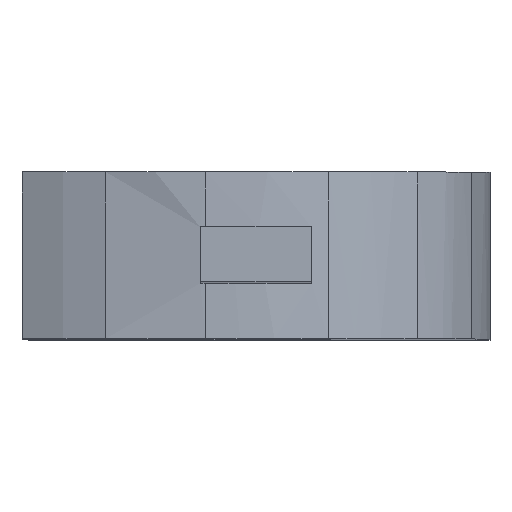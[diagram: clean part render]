
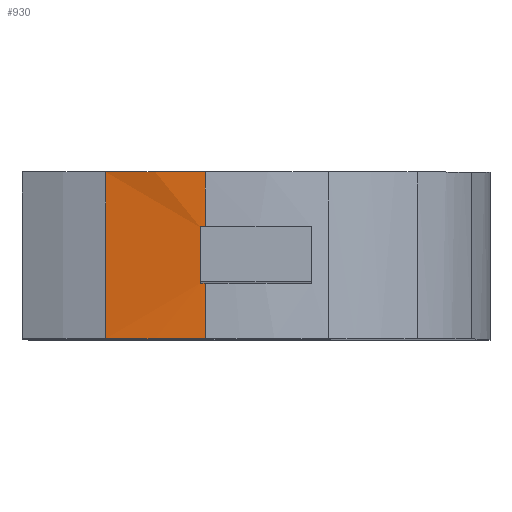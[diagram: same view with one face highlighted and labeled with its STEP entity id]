
A CAD part, top view. The second image highlights one B-rep face of the part: STEP entity #930.
In plain terms, the highlighted free-form (B-spline) face has degree [3, 1] with [5, 2] control points.
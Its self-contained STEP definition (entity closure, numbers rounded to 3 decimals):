
#26=B_SPLINE_SURFACE_WITH_KNOTS('',3,1,((#1379,#1380),(#1381,#1382),(#1383,
#1384),(#1385,#1386),(#1387,#1388)),.UNSPECIFIED.,.F.,.F.,.F.,(4,1,4),(2,
2),(-0.361,-0.183,0.),(-0.3,0.3),.UNSPECIFIED.);
#58=FACE_OUTER_BOUND('',#110,.T.);
#110=EDGE_LOOP('',(#674,#675,#676,#677,#678,#679,#680,#681));
#161=LINE('',#1222,#244);
#163=LINE('',#1237,#246);
#173=LINE('',#1395,#256);
#244=VECTOR('',#1037,10.);
#246=VECTOR('',#1039,10.);
#256=VECTOR('',#1051,10.);
#319=B_SPLINE_CURVE_WITH_KNOTS('',3,(#1161,#1162,#1163,#1164),
 .UNSPECIFIED.,.F.,.F.,(4,4),(-0.018,0.),.UNSPECIFIED.);
#322=B_SPLINE_CURVE_WITH_KNOTS('',3,(#1190,#1191,#1192,#1193),
 .UNSPECIFIED.,.F.,.F.,(4,4),(-0.068,-0.05),
 .UNSPECIFIED.);
#324=B_SPLINE_CURVE_WITH_KNOTS('',3,(#1205,#1206,#1207,#1208),
 .UNSPECIFIED.,.F.,.F.,(4,4),(-0.25,-0.05),.UNSPECIFIED.);
#330=B_SPLINE_CURVE_WITH_KNOTS('',3,(#1260,#1261,#1262,#1263,#1264),
 .UNSPECIFIED.,.F.,.F.,(4,1,4),(0.,0.183,0.361),
 .UNSPECIFIED.);
#343=B_SPLINE_CURVE_WITH_KNOTS('',3,(#1390,#1391,#1392,#1393,#1394),
 .UNSPECIFIED.,.F.,.F.,(4,1,4),(-0.361,-0.183,0.),
 .UNSPECIFIED.);
#377=VERTEX_POINT('',#1159);
#378=VERTEX_POINT('',#1160);
#384=VERTEX_POINT('',#1188);
#385=VERTEX_POINT('',#1189);
#387=VERTEX_POINT('',#1221);
#390=VERTEX_POINT('',#1231);
#395=VERTEX_POINT('',#1259);
#412=VERTEX_POINT('',#1389);
#471=EDGE_CURVE('',#377,#378,#319,.T.);
#479=EDGE_CURVE('',#384,#385,#322,.T.);
#483=EDGE_CURVE('',#385,#377,#324,.T.);
#485=EDGE_CURVE('',#387,#384,#161,.T.);
#489=EDGE_CURVE('',#378,#390,#163,.T.);
#494=EDGE_CURVE('',#387,#395,#330,.T.);
#515=EDGE_CURVE('',#412,#390,#343,.T.);
#516=EDGE_CURVE('',#395,#412,#173,.T.);
#674=ORIENTED_EDGE('',*,*,#471,.T.);
#675=ORIENTED_EDGE('',*,*,#489,.T.);
#676=ORIENTED_EDGE('',*,*,#515,.F.);
#677=ORIENTED_EDGE('',*,*,#516,.F.);
#678=ORIENTED_EDGE('',*,*,#494,.F.);
#679=ORIENTED_EDGE('',*,*,#485,.T.);
#680=ORIENTED_EDGE('',*,*,#479,.T.);
#681=ORIENTED_EDGE('',*,*,#483,.T.);
#930=ADVANCED_FACE('',(#58),#26,.T.);
#1037=DIRECTION('',(0.,1.,0.));
#1039=DIRECTION('',(0.,1.,0.));
#1051=DIRECTION('',(0.,1.,0.));
#1159=CARTESIAN_POINT('',(11.125,1.,30.454));
#1160=CARTESIAN_POINT('',(11.3,1.,30.459));
#1161=CARTESIAN_POINT('Ctrl Pts',(11.125,1.,30.454));
#1162=CARTESIAN_POINT('Ctrl Pts',(11.183,1.,30.456));
#1163=CARTESIAN_POINT('Ctrl Pts',(11.242,1.,30.457));
#1164=CARTESIAN_POINT('Ctrl Pts',(11.3,1.,30.459));
#1188=CARTESIAN_POINT('',(11.3,-1.,30.459));
#1189=CARTESIAN_POINT('',(11.125,-1.,30.454));
#1190=CARTESIAN_POINT('Ctrl Pts',(11.3,-1.,30.459));
#1191=CARTESIAN_POINT('Ctrl Pts',(11.242,-1.,30.457));
#1192=CARTESIAN_POINT('Ctrl Pts',(11.183,-1.,30.456));
#1193=CARTESIAN_POINT('Ctrl Pts',(11.125,-1.,30.454));
#1205=CARTESIAN_POINT('Ctrl Pts',(11.125,-1.,30.454));
#1206=CARTESIAN_POINT('Ctrl Pts',(11.125,-0.333,30.454));
#1207=CARTESIAN_POINT('Ctrl Pts',(11.125,0.333,30.454));
#1208=CARTESIAN_POINT('Ctrl Pts',(11.125,1.,30.454));
#1221=CARTESIAN_POINT('',(11.3,-3.,30.459));
#1222=CARTESIAN_POINT('',(11.3,0.,30.459));
#1231=CARTESIAN_POINT('',(11.3,3.,30.459));
#1237=CARTESIAN_POINT('',(11.3,0.,30.459));
#1259=CARTESIAN_POINT('',(7.719,-3.,30.023));
#1260=CARTESIAN_POINT('Ctrl Pts',(11.3,-3.,30.459));
#1261=CARTESIAN_POINT('Ctrl Pts',(10.69,-3.,30.442));
#1262=CARTESIAN_POINT('Ctrl Pts',(9.482,-3.,30.408));
#1263=CARTESIAN_POINT('Ctrl Pts',(8.303,-3.,30.15));
#1264=CARTESIAN_POINT('Ctrl Pts',(7.719,-3.,30.023));
#1379=CARTESIAN_POINT('Ctrl Pts',(7.719,-3.,30.023));
#1380=CARTESIAN_POINT('Ctrl Pts',(7.719,3.,30.023));
#1381=CARTESIAN_POINT('Ctrl Pts',(8.303,-3.,30.15));
#1382=CARTESIAN_POINT('Ctrl Pts',(8.303,3.,30.15));
#1383=CARTESIAN_POINT('Ctrl Pts',(9.482,-3.,30.408));
#1384=CARTESIAN_POINT('Ctrl Pts',(9.482,3.,30.408));
#1385=CARTESIAN_POINT('Ctrl Pts',(10.69,-3.,30.442));
#1386=CARTESIAN_POINT('Ctrl Pts',(10.69,3.,30.442));
#1387=CARTESIAN_POINT('Ctrl Pts',(11.3,-3.,30.459));
#1388=CARTESIAN_POINT('Ctrl Pts',(11.3,3.,30.459));
#1389=CARTESIAN_POINT('',(7.719,3.,30.023));
#1390=CARTESIAN_POINT('Ctrl Pts',(7.719,3.,30.023));
#1391=CARTESIAN_POINT('Ctrl Pts',(8.303,3.,30.15));
#1392=CARTESIAN_POINT('Ctrl Pts',(9.482,3.,30.408));
#1393=CARTESIAN_POINT('Ctrl Pts',(10.69,3.,30.442));
#1394=CARTESIAN_POINT('Ctrl Pts',(11.3,3.,30.459));
#1395=CARTESIAN_POINT('',(7.719,0.,30.023));
